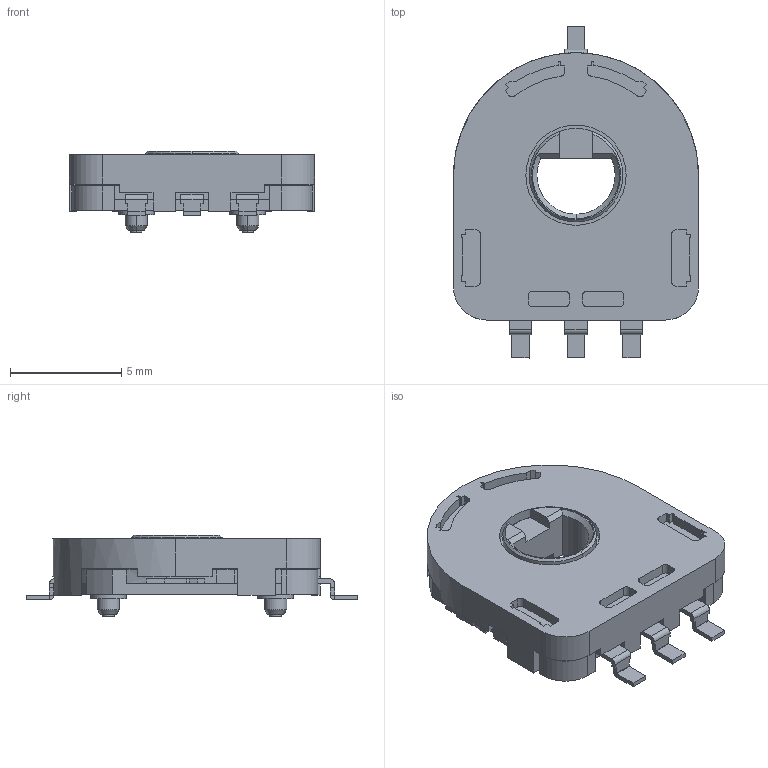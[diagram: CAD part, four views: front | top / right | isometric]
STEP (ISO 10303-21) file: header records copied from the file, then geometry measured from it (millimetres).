
FILE_DESCRIPTION (( 'STEP AP214' ), '1' );
FILE_NAME ('RDC503051A.STEP', '2017-04-20T04:15:21', ( '' ), ( '' ), 'SwSTEP 2.0', 'SolidWorks 2014', '' );
FILE_SCHEMA (( 'AUTOMOTIVE_DESIGN' ));
Length unit declared in the file: millimetre
Products named in the file (1): RDC503051A
Bounding box: 11 x 14.9 x 3.65 mm (x, y, z)
Volume: 252.9 mm3; surface area: 498.5 mm2
Topology: 1 solids, 1 shells, 459 faces, 1217 edges, 779 vertices
Faces by surface type: plane 302, cylinder 132, cone 25
Entity records: 19077 total; most frequent: CARTESIAN_POINT 2492, DIRECTION 2440, ORIENTED_EDGE 2434, EDGE_CURVE 1217, VECTOR 890, LINE 890, VERTEX_POINT 779, AXIS2_PLACEMENT_3D 775
